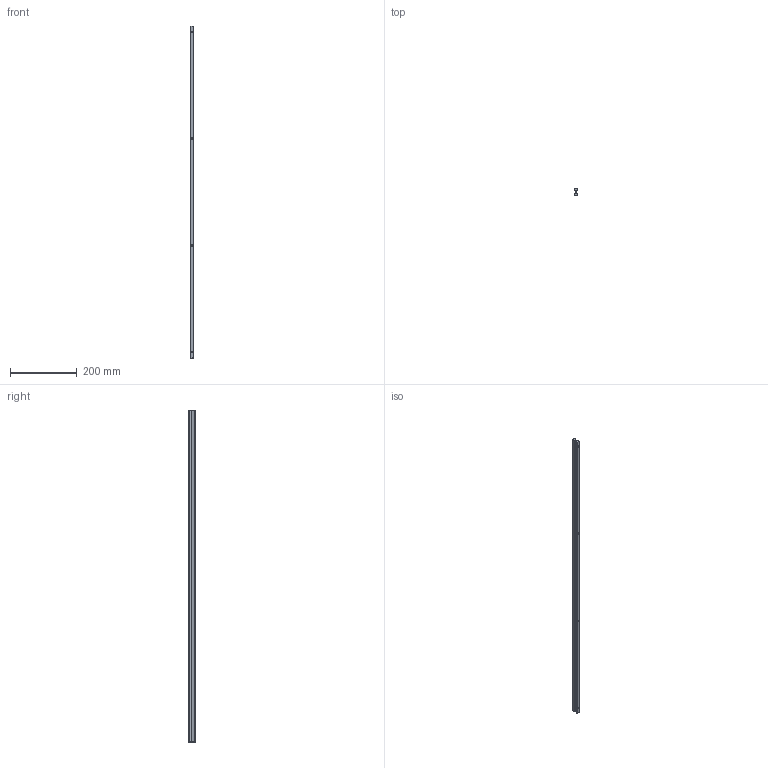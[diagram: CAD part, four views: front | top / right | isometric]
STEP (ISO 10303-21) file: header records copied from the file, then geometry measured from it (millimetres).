
FILE_DESCRIPTION(('Creo Elements/Direct Modeling STEP Export'),'2;1');
FILE_NAME('2086-995.stp','2023-10-04T11:44:40',(''),(''),'Creo Elements/Direct Modeling STEP processor for AP214 (Solid Model)','Creo Elements/Direct Modeling 20.0 12-Nov-2016 (C) Parametric Technology GmbH','');
FILE_SCHEMA(('AUTOMOTIVE_DESIGN { 1 0 10303 214 1 1 1 1 }'));
Length unit declared in the file: millimetre
Products named in the file (1): 2086-995
Bounding box: 9 x 19.95 x 995 mm (x, y, z)
Volume: 126555 mm3; surface area: 58532.5 mm2
Topology: 1 solids, 1 shells, 86 faces, 192 edges, 108 vertices
Faces by surface type: cylinder 35, torus 26, cone 16, plane 9
Entity records: 2326 total; most frequent: DIRECTION 442, ORIENTED_EDGE 368, CARTESIAN_POINT 359, AXIS2_PLACEMENT_3D 191, EDGE_CURVE 184, VERTEX_POINT 108, CIRCLE 104, EDGE_LOOP 94
